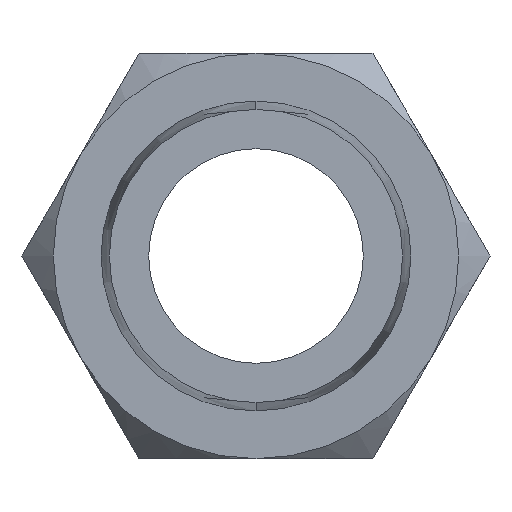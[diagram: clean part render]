
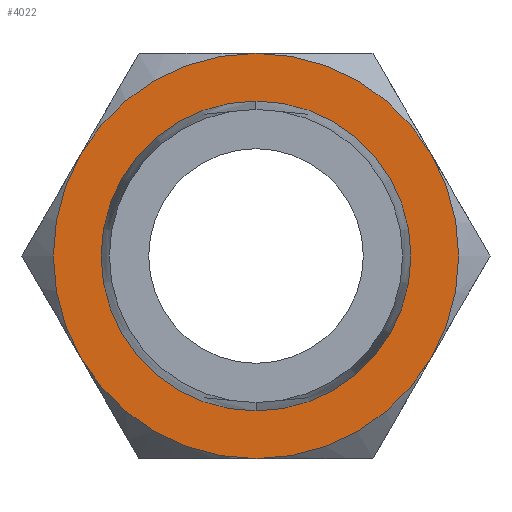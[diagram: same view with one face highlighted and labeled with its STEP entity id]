
A CAD part, left-side view. The second image highlights one B-rep face of the part: STEP entity #4022.
In plain terms, the highlighted planar face has unit normal (-1, 0, 0).
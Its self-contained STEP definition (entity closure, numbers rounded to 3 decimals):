
#75 = CARTESIAN_POINT ( 'NONE',  ( 10., 0., 0. ) ) ;
#166 = CARTESIAN_POINT ( 'NONE',  ( 10., 0., 8.5 ) ) ;
#208 = CARTESIAN_POINT ( 'NONE',  ( 10., 7.361, -4.25 ) ) ;
#216 = DIRECTION ( 'NONE',  ( 1., 0., 0. ) ) ;
#239 = CIRCLE ( 'NONE', #3084, 6.5 ) ;
#250 = AXIS2_PLACEMENT_3D ( 'NONE', #4423, #3962, #1162 ) ;
#577 = EDGE_CURVE ( 'NONE', #5275, #5188, #4457, .T. ) ;
#640 = EDGE_LOOP ( 'NONE', ( #3127, #4407 ) ) ;
#659 = ORIENTED_EDGE ( 'NONE', *, *, #2910, .F. ) ;
#706 = CARTESIAN_POINT ( 'NONE',  ( 10., 0., 0. ) ) ;
#776 = EDGE_CURVE ( 'NONE', #4816, #4101, #5834, .T. ) ;
#891 = VERTEX_POINT ( 'NONE', #166 ) ;
#966 = DIRECTION ( 'NONE',  ( 0., 0., -1. ) ) ;
#1011 = VERTEX_POINT ( 'NONE', #2929 ) ;
#1028 = CIRCLE ( 'NONE', #4958, 8.5 ) ;
#1072 = PLANE ( 'NONE',  #250 ) ;
#1162 = DIRECTION ( 'NONE',  ( 0., 0., -1. ) ) ;
#1277 = CARTESIAN_POINT ( 'NONE',  ( 10., 0., 0. ) ) ;
#1325 = AXIS2_PLACEMENT_3D ( 'NONE', #2623, #1676, #5461 ) ;
#1622 = EDGE_CURVE ( 'NONE', #2074, #5829, #239, .T. ) ;
#1676 = DIRECTION ( 'NONE',  ( -1., 0., 0. ) ) ;
#1718 = CARTESIAN_POINT ( 'NONE',  ( 10., 0., 0. ) ) ;
#1742 = DIRECTION ( 'NONE',  ( 1., 0., 0. ) ) ;
#2074 = VERTEX_POINT ( 'NONE', #4506 ) ;
#2150 = DIRECTION ( 'NONE',  ( 1., 0., 0. ) ) ;
#2158 = CARTESIAN_POINT ( 'NONE',  ( 10., 0., 0. ) ) ;
#2305 = EDGE_CURVE ( 'NONE', #891, #1011, #3481, .T. ) ;
#2331 = CARTESIAN_POINT ( 'NONE',  ( 10., -7.361, -4.25 ) ) ;
#2442 = DIRECTION ( 'NONE',  ( 1., 0., 0. ) ) ;
#2540 = ORIENTED_EDGE ( 'NONE', *, *, #3128, .F. ) ;
#2623 = CARTESIAN_POINT ( 'NONE',  ( 10., 0., 0. ) ) ;
#2679 = AXIS2_PLACEMENT_3D ( 'NONE', #5831, #2442, #4412 ) ;
#2910 = EDGE_CURVE ( 'NONE', #5188, #1011, #1028, .T. ) ;
#2929 = CARTESIAN_POINT ( 'NONE',  ( 10., 7.361, 4.25 ) ) ;
#3063 = CARTESIAN_POINT ( 'NONE',  ( 10., 0., -8.5 ) ) ;
#3069 = CARTESIAN_POINT ( 'NONE',  ( 10., 0., 0. ) ) ;
#3082 = ORIENTED_EDGE ( 'NONE', *, *, #2305, .T. ) ;
#3084 = AXIS2_PLACEMENT_3D ( 'NONE', #1718, #4516, #5973 ) ;
#3085 = CIRCLE ( 'NONE', #4271, 8.5 ) ;
#3101 = CIRCLE ( 'NONE', #3691, 8.5 ) ;
#3107 = ORIENTED_EDGE ( 'NONE', *, *, #4832, .F. ) ;
#3127 = ORIENTED_EDGE ( 'NONE', *, *, #3542, .F. ) ;
#3128 = EDGE_CURVE ( 'NONE', #891, #4816, #3085, .T. ) ;
#3474 = DIRECTION ( 'NONE',  ( 0., 0., -1. ) ) ;
#3481 = CIRCLE ( 'NONE', #4666, 8.5 ) ;
#3542 = EDGE_CURVE ( 'NONE', #5829, #2074, #4373, .T. ) ;
#3572 = CARTESIAN_POINT ( 'NONE',  ( 10., 0., 6.5 ) ) ;
#3691 = AXIS2_PLACEMENT_3D ( 'NONE', #706, #216, #3474 ) ;
#3892 = ORIENTED_EDGE ( 'NONE', *, *, #776, .F. ) ;
#3940 = DIRECTION ( 'NONE',  ( 0., 0., 1. ) ) ;
#3962 = DIRECTION ( 'NONE',  ( 1., 0., 0. ) ) ;
#4003 = DIRECTION ( 'NONE',  ( -1., 0., 0. ) ) ;
#4022 = ADVANCED_FACE ( 'NONE', ( #4828, #4363 ), #1072, .F. ) ;
#4024 = DIRECTION ( 'NONE',  ( 0., 0., -1. ) ) ;
#4101 = VERTEX_POINT ( 'NONE', #2331 ) ;
#4259 = AXIS2_PLACEMENT_3D ( 'NONE', #75, #5150, #966 ) ;
#4271 = AXIS2_PLACEMENT_3D ( 'NONE', #3069, #2150, #4024 ) ;
#4363 = FACE_OUTER_BOUND ( 'NONE', #5902, .T. ) ;
#4365 = CARTESIAN_POINT ( 'NONE',  ( 10., -7.361, 4.25 ) ) ;
#4373 = CIRCLE ( 'NONE', #1325, 6.5 ) ;
#4407 = ORIENTED_EDGE ( 'NONE', *, *, #1622, .F. ) ;
#4412 = DIRECTION ( 'NONE',  ( 0., 0., -1. ) ) ;
#4423 = CARTESIAN_POINT ( 'NONE',  ( 10., 0., 0. ) ) ;
#4457 = CIRCLE ( 'NONE', #2679, 8.5 ) ;
#4506 = CARTESIAN_POINT ( 'NONE',  ( 10., 0., -6.5 ) ) ;
#4516 = DIRECTION ( 'NONE',  ( -1., 0., 0. ) ) ;
#4666 = AXIS2_PLACEMENT_3D ( 'NONE', #2158, #4003, #3940 ) ;
#4786 = ORIENTED_EDGE ( 'NONE', *, *, #577, .F. ) ;
#4816 = VERTEX_POINT ( 'NONE', #4365 ) ;
#4828 = FACE_BOUND ( 'NONE', #640, .T. ) ;
#4832 = EDGE_CURVE ( 'NONE', #4101, #5275, #3101, .T. ) ;
#4958 = AXIS2_PLACEMENT_3D ( 'NONE', #1277, #1742, #5032 ) ;
#5032 = DIRECTION ( 'NONE',  ( 0., 0., -1. ) ) ;
#5150 = DIRECTION ( 'NONE',  ( 1., 0., 0. ) ) ;
#5188 = VERTEX_POINT ( 'NONE', #208 ) ;
#5275 = VERTEX_POINT ( 'NONE', #3063 ) ;
#5461 = DIRECTION ( 'NONE',  ( 0., 0., 1. ) ) ;
#5829 = VERTEX_POINT ( 'NONE', #3572 ) ;
#5831 = CARTESIAN_POINT ( 'NONE',  ( 10., 0., 0. ) ) ;
#5834 = CIRCLE ( 'NONE', #4259, 8.5 ) ;
#5902 = EDGE_LOOP ( 'NONE', ( #4786, #3107, #3892, #2540, #3082, #659 ) ) ;
#5973 = DIRECTION ( 'NONE',  ( 0., 0., 1. ) ) ;
